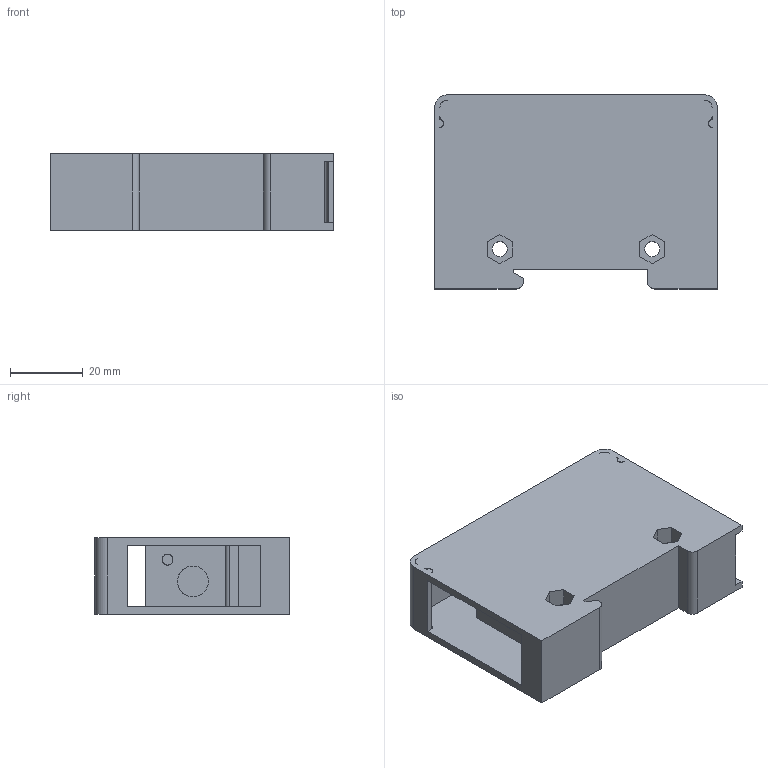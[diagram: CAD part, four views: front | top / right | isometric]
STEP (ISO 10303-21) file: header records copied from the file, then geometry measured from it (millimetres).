
FILE_DESCRIPTION((''),'2;1');
FILE_NAME('PRT0001','2017-12-04T',('Administrator'),(''),'PRO/ENGINEER BY PARAMETRIC TECHNOLOGY CORPORATION, 2008380','PRO/ENGINEER BY PARAMETRIC TECHNOLOGY CORPORATION, 2008380','');
FILE_SCHEMA(('CONFIG_CONTROL_DESIGN'));
Length unit declared in the file: millimetre
Products named in the file (1): PRT0001
Bounding box: 78 x 53.5 x 21 mm (x, y, z)
Volume: 48177.6 mm3; surface area: 22388 mm2
Topology: 1 solids, 1 shells, 115 faces, 344 edges, 228 vertices
Faces by surface type: plane 74, cylinder 41
Entity records: 4104 total; most frequent: CARTESIAN_POINT 869, ORIENTED_EDGE 688, DIRECTION 634, EDGE_CURVE 344, VECTOR 248, LINE 248, VERTEX_POINT 228, AXIS2_PLACEMENT_3D 193
